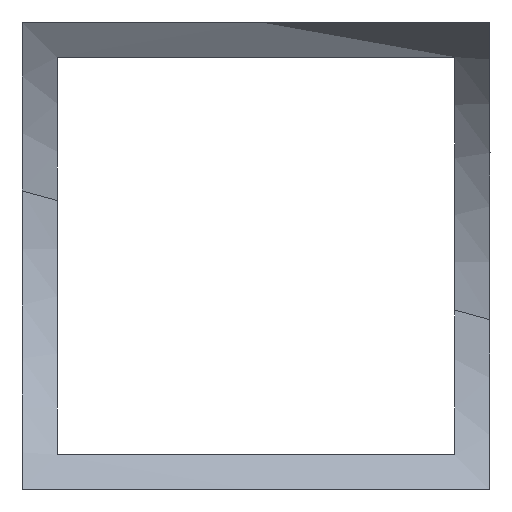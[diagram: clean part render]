
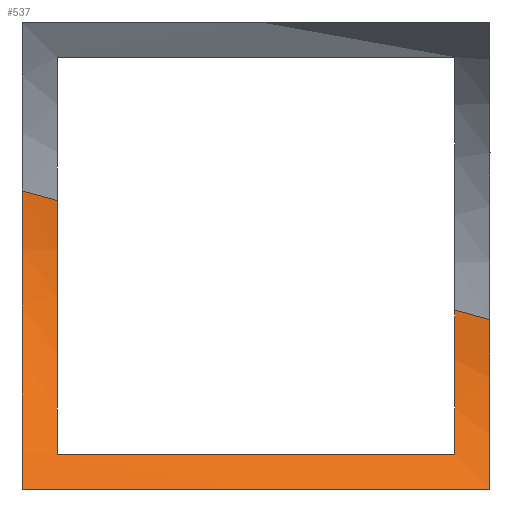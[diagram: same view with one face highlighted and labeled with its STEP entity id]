
A CAD part, front view. The second image highlights one B-rep face of the part: STEP entity #537.
In plain terms, the highlighted cylindrical face has radius 15 mm (diameter 30 mm), a partial arc.
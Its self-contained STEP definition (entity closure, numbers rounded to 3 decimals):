
#219=CARTESIAN_POINT('Vertex',(-494.203,-161.408,492.223)) ;
#223=CARTESIAN_POINT('Control Point',(-494.203,-163.151,484.94)) ;
#224=CARTESIAN_POINT('Control Point',(-494.203,-162.464,486.287)) ;
#225=CARTESIAN_POINT('Control Point',(-494.203,-161.939,487.715)) ;
#226=CARTESIAN_POINT('Control Point',(-494.203,-161.585,489.2)) ;
#227=CARTESIAN_POINT('Control Point',(-494.203,-161.408,490.711)) ;
#228=CARTESIAN_POINT('Control Point',(-494.203,-161.408,492.223)) ;
#229=CARTESIAN_POINT('Vertex',(-494.203,-163.151,484.94)) ;
#260=CARTESIAN_POINT('Vertex',(-514.203,-167.689,484.94)) ;
#264=CARTESIAN_POINT('Control Point',(-514.203,-167.689,484.94)) ;
#265=CARTESIAN_POINT('Control Point',(-513.159,-167.301,484.94)) ;
#266=CARTESIAN_POINT('Control Point',(-512.103,-166.942,484.94)) ;
#267=CARTESIAN_POINT('Control Point',(-511.039,-166.607,484.94)) ;
#268=CARTESIAN_POINT('Control Point',(-508.639,-165.906,484.94)) ;
#269=CARTESIAN_POINT('Control Point',(-506.212,-165.302,484.94)) ;
#270=CARTESIAN_POINT('Control Point',(-504.861,-164.993,484.94)) ;
#271=CARTESIAN_POINT('Control Point',(-501.931,-164.374,484.94)) ;
#272=CARTESIAN_POINT('Control Point',(-498.981,-163.852,484.94)) ;
#273=CARTESIAN_POINT('Control Point',(-497.392,-163.596,484.94)) ;
#274=CARTESIAN_POINT('Control Point',(-495.799,-163.363,484.94)) ;
#275=CARTESIAN_POINT('Control Point',(-494.203,-163.151,484.94)) ;
#290=CARTESIAN_POINT('Control Point',(-514.203,-167.689,484.94)) ;
#291=CARTESIAN_POINT('Control Point',(-514.203,-166.444,485.842)) ;
#292=CARTESIAN_POINT('Control Point',(-514.203,-165.313,486.904)) ;
#293=CARTESIAN_POINT('Control Point',(-514.203,-164.323,488.102)) ;
#294=CARTESIAN_POINT('Control Point',(-514.203,-162.717,490.625)) ;
#295=CARTESIAN_POINT('Control Point',(-514.203,-161.738,493.448)) ;
#296=CARTESIAN_POINT('Control Point',(-514.203,-161.421,494.856)) ;
#297=CARTESIAN_POINT('Control Point',(-514.203,-161.262,496.287)) ;
#298=CARTESIAN_POINT('Control Point',(-514.203,-161.262,497.718)) ;
#299=CARTESIAN_POINT('Vertex',(-514.203,-161.262,497.718)) ;
#335=CARTESIAN_POINT('Vertex',(-512.703,-165.531,486.44)) ;
#352=CARTESIAN_POINT('Vertex',(-512.703,-161.273,497.306)) ;
#356=CARTESIAN_POINT('Control Point',(-512.703,-165.531,486.44)) ;
#357=CARTESIAN_POINT('Control Point',(-512.703,-164.469,487.572)) ;
#358=CARTESIAN_POINT('Control Point',(-512.703,-163.55,488.839)) ;
#359=CARTESIAN_POINT('Control Point',(-512.703,-162.794,490.213)) ;
#360=CARTESIAN_POINT('Control Point',(-512.703,-161.9,492.448)) ;
#361=CARTESIAN_POINT('Control Point',(-512.703,-161.436,494.798)) ;
#362=CARTESIAN_POINT('Control Point',(-512.703,-161.327,495.631)) ;
#363=CARTESIAN_POINT('Control Point',(-512.703,-161.273,496.468)) ;
#364=CARTESIAN_POINT('Control Point',(-512.703,-161.273,497.306)) ;
#381=CARTESIAN_POINT('Control Point',(-512.703,-165.531,486.44)) ;
#382=CARTESIAN_POINT('Control Point',(-511.289,-165.177,486.44)) ;
#383=CARTESIAN_POINT('Control Point',(-509.868,-164.852,486.44)) ;
#384=CARTESIAN_POINT('Control Point',(-508.441,-164.553,486.44)) ;
#385=CARTESIAN_POINT('Control Point',(-505.052,-163.901,486.44)) ;
#386=CARTESIAN_POINT('Control Point',(-501.641,-163.366,486.44)) ;
#387=CARTESIAN_POINT('Control Point',(-499.665,-163.092,486.44)) ;
#388=CARTESIAN_POINT('Control Point',(-497.686,-162.85,486.44)) ;
#389=CARTESIAN_POINT('Control Point',(-495.703,-162.636,486.44)) ;
#390=CARTESIAN_POINT('Vertex',(-495.703,-162.636,486.44)) ;
#418=CARTESIAN_POINT('Control Point',(-495.703,-162.636,486.44)) ;
#419=CARTESIAN_POINT('Control Point',(-495.703,-162.146,487.614)) ;
#420=CARTESIAN_POINT('Control Point',(-495.703,-161.773,488.836)) ;
#421=CARTESIAN_POINT('Control Point',(-495.703,-161.522,490.091)) ;
#422=CARTESIAN_POINT('Control Point',(-495.703,-161.397,491.363)) ;
#423=CARTESIAN_POINT('Control Point',(-495.703,-161.397,492.635)) ;
#424=CARTESIAN_POINT('Vertex',(-495.703,-161.397,492.635)) ;
#501=CARTESIAN_POINT('Line Origine',(-469.527,-161.587,485.442)) ;
#506=CARTESIAN_POINT('Line Origine',(-469.527,-161.587,485.442)) ;
#522=CARTESIAN_POINT('Axis2P3D Location',(-469.636,-176.587,485.442)) ;
#502=DIRECTION('Vector Direction',(-0.964,0.007,0.265)) ;
#507=DIRECTION('Vector Direction',(-0.964,0.007,0.265)) ;
#523=DIRECTION('Axis2P3D Direction',(-0.964,0.007,0.265)) ;
#524=DIRECTION('Axis2P3D XDirection',(0.007,1.,0.)) ;
#525=AXIS2_PLACEMENT_3D('Cylinder Axis2P3D',#522,#523,#524) ;
#528=ORIENTED_EDGE('',*,*,#510,.T.) ;
#529=ORIENTED_EDGE('',*,*,#301,.F.) ;
#530=ORIENTED_EDGE('',*,*,#276,.T.) ;
#531=ORIENTED_EDGE('',*,*,#231,.T.) ;
#532=ORIENTED_EDGE('',*,*,#505,.T.) ;
#533=ORIENTED_EDGE('',*,*,#426,.F.) ;
#534=ORIENTED_EDGE('',*,*,#392,.F.) ;
#535=ORIENTED_EDGE('',*,*,#365,.T.) ;
#503=VECTOR('Line Direction',#502,1.) ;
#508=VECTOR('Line Direction',#507,1.) ;
#537=ADVANCED_FACE('Corps principal',(#536),#526,.F.) ;
#222=B_SPLINE_CURVE_WITH_KNOTS('',5,(#223,#224,#225,#226,#227,#228),.UNSPECIFIED.,.F.,.U.,(6,6),(0.,10.713),.UNSPECIFIED.) ;
#263=B_SPLINE_CURVE_WITH_KNOTS('',5,(#264,#265,#266,#267,#268,#269,#270,#271,#272,#273,#274,#275),.UNSPECIFIED.,.F.,.U.,(6,3,3,6),(0.,7.883,17.677,29.06),.UNSPECIFIED.) ;
#289=B_SPLINE_CURVE_WITH_KNOTS('',5,(#290,#291,#292,#293,#294,#295,#296,#297,#298),.UNSPECIFIED.,.F.,.U.,(6,3,6),(0.,10.889,21.02),.UNSPECIFIED.) ;
#355=B_SPLINE_CURVE_WITH_KNOTS('',5,(#356,#357,#358,#359,#360,#361,#362,#363,#364),.UNSPECIFIED.,.F.,.U.,(6,3,6),(0.,10.993,16.924),.UNSPECIFIED.) ;
#380=B_SPLINE_CURVE_WITH_KNOTS('',5,(#381,#382,#383,#384,#385,#386,#387,#388,#389),.UNSPECIFIED.,.F.,.U.,(6,3,6),(0.,10.307,24.405),.UNSPECIFIED.) ;
#417=B_SPLINE_CURVE_WITH_KNOTS('',5,(#418,#419,#420,#421,#422,#423),.UNSPECIFIED.,.F.,.U.,(6,6),(0.,9.007),.UNSPECIFIED.) ;
#526=CYLINDRICAL_SURFACE('generated cylinder',#525,15.) ;
#231=EDGE_CURVE('',#230,#220,#222,.T.) ;
#276=EDGE_CURVE('',#261,#230,#263,.T.) ;
#301=EDGE_CURVE('',#261,#300,#289,.T.) ;
#365=EDGE_CURVE('',#336,#353,#355,.T.) ;
#392=EDGE_CURVE('',#336,#391,#380,.T.) ;
#426=EDGE_CURVE('',#391,#425,#417,.T.) ;
#505=EDGE_CURVE('',#220,#425,#504,.T.) ;
#510=EDGE_CURVE('',#353,#300,#509,.T.) ;
#527=EDGE_LOOP('',(#528,#529,#530,#531,#532,#533,#534,#535)) ;
#536=FACE_OUTER_BOUND('',#527,.T.) ;
#504=LINE('Line',#501,#503) ;
#509=LINE('Line',#506,#508) ;
#220=VERTEX_POINT('',#219) ;
#230=VERTEX_POINT('',#229) ;
#261=VERTEX_POINT('',#260) ;
#300=VERTEX_POINT('',#299) ;
#336=VERTEX_POINT('',#335) ;
#353=VERTEX_POINT('',#352) ;
#391=VERTEX_POINT('',#390) ;
#425=VERTEX_POINT('',#424) ;
